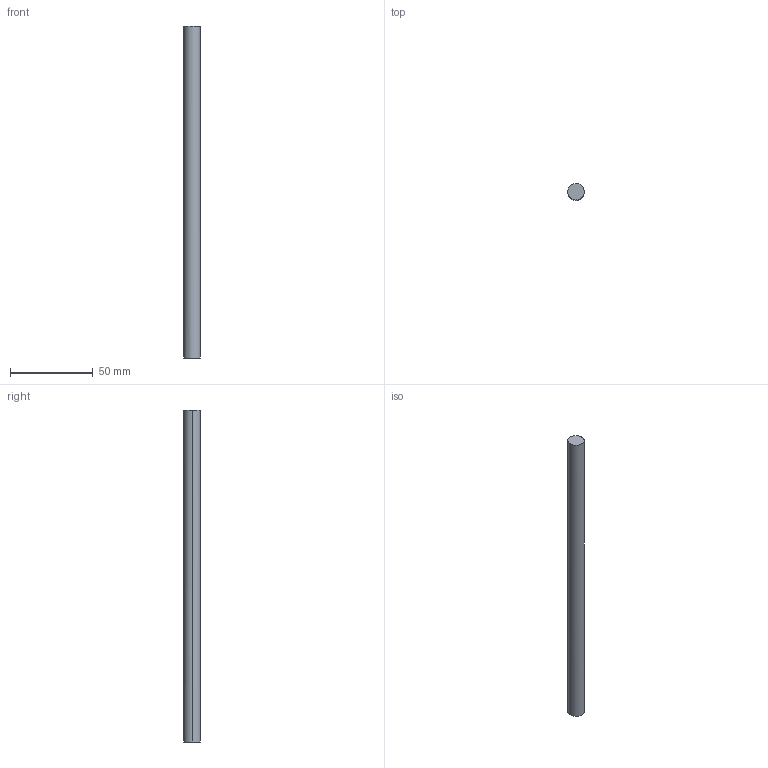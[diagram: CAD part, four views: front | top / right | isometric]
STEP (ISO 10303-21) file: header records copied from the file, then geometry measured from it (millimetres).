
FILE_DESCRIPTION(('CAx Round 4 testing - External References XR1','Rod Piece Part'),'1');
FILE_NAME('xr1-tu-rod.stp','2000-05-30 T11:47:51',('Steve Yates'),('Theorem Solutions Ltd.'),'THEOREM SOLUTIONS AP214 OUTPUT PROCESSOR 4.0.001','Unigraphics','Tony Ranger');
FILE_SCHEMA(('AUTOMOTIVE_DESIGN { 1 2 10303 214 0 1 1 1 } '));
Length unit declared in the file: millimetre
Products named in the file (1): product_0
Bounding box: 10 x 9.99 x 200 mm (x, y, z)
Volume: 15708.8 mm3; surface area: 6440.3 mm2
Topology: 1 solids, 1 shells, 4 faces, 6 edges, 4 vertices
Faces by surface type: plane 2, bspline 2
Entity records: 122 total; most frequent: CARTESIAN_POINT 44, ORIENTED_EDGE 12, DIRECTION 8, EDGE_CURVE 6, AXIS2_PLACEMENT_3D 4, VERTEX_POINT 4, EDGE_LOOP 4, FACE_OUTER_BOUND 4
